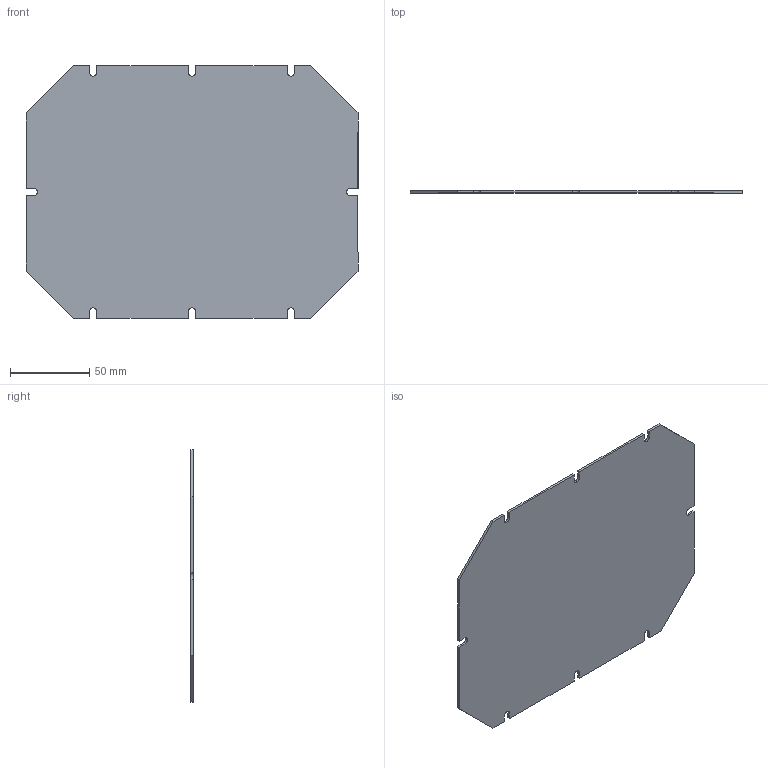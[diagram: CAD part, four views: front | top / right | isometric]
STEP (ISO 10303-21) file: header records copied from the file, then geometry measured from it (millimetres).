
FILE_DESCRIPTION (( 'STEP AP214' ), '1' );
FILE_NAME ('MP2419.STEP', '2010-02-17T07:03:46', ( 'KennethW' ), ( 'FIBOX' ), 'SwSTEP 2.0', 'SolidWorks 2009', '' );
FILE_SCHEMA (( 'AUTOMOTIVE_DESIGN' ));
Length unit declared in the file: millimetre
Products named in the file (1): MP2419
Bounding box: 210 x 1.5 x 160 mm (x, y, z)
Volume: 47354.8 mm3; surface area: 64286.1 mm2
Topology: 1 solids, 1 shells, 45 faces, 129 edges, 86 vertices
Faces by surface type: plane 34, cylinder 11
Entity records: 1499 total; most frequent: CARTESIAN_POINT 261, ORIENTED_EDGE 258, DIRECTION 243, EDGE_CURVE 129, VECTOR 107, LINE 107, VERTEX_POINT 86, AXIS2_PLACEMENT_3D 68
